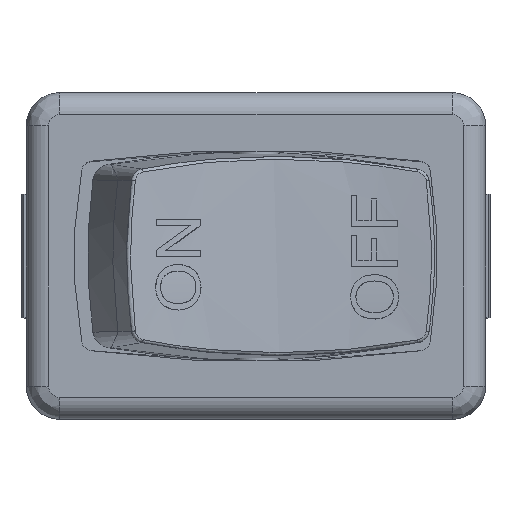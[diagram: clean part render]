
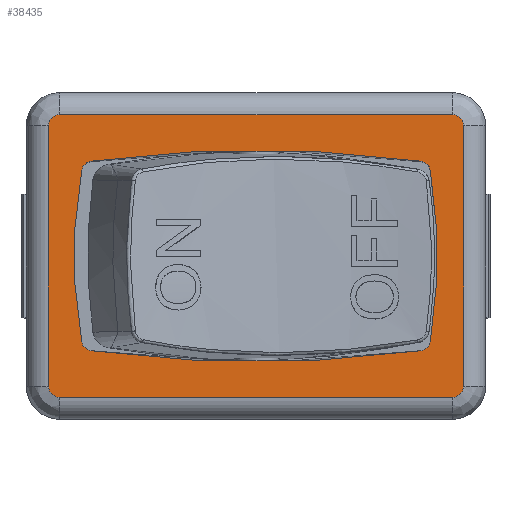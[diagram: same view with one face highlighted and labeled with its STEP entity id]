
A CAD part, top view. The second image highlights one B-rep face of the part: STEP entity #38435.
In plain terms, the highlighted planar face has unit normal (0, 0, 1).
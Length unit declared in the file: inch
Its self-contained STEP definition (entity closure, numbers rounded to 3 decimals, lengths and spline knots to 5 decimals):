
#10712=CARTESIAN_POINT('',(-0.29401,-0.16911,0.62992));
#10713=VERTEX_POINT('',#10712);
#10720=CARTESIAN_POINT('',(0.29401,-0.16911,0.62992));
#10721=VERTEX_POINT('',#10720);
#10722=CARTESIAN_POINT('',(0.,1.97619,0.62992));
#10723=DIRECTION('',(0.0,0.0,-1.0));
#10724=DIRECTION('',(0.136,0.991,0.0));
#10725=AXIS2_PLACEMENT_3D('',#10722,#10723,#10724);
#10726=CIRCLE('',#10725,2.16535);
#10727=EDGE_CURVE('',#10721,#10713,#10726,.T.);
#10816=CARTESIAN_POINT('',(0.29401,0.16911,0.62992));
#10817=VERTEX_POINT('',#10816);
#10824=CARTESIAN_POINT('',(-0.29401,0.16911,0.62992));
#10825=VERTEX_POINT('',#10824);
#10826=CARTESIAN_POINT('',(0.,-1.97619,0.62992));
#10827=DIRECTION('',(0.0,0.0,-1.0));
#10828=DIRECTION('',(-0.136,-0.991,0.0));
#10829=AXIS2_PLACEMENT_3D('',#10826,#10827,#10828);
#10830=CIRCLE('',#10829,2.16535);
#10831=EDGE_CURVE('',#10825,#10817,#10830,.T.);
#37654=CARTESIAN_POINT('',(-0.31071,0.15309,0.62992));
#37655=VERTEX_POINT('',#37654);
#37656=CARTESIAN_POINT('',(-0.29134,0.14961,0.62992));
#37657=DIRECTION('',(0.0,0.0,-1.0));
#37658=DIRECTION('',(0.136,-0.991,0.0));
#37659=AXIS2_PLACEMENT_3D('',#37656,#37657,#37658);
#37660=CIRCLE('',#37659,0.01969);
#37661=EDGE_CURVE('',#37655,#10825,#37660,.T.);
#37687=CARTESIAN_POINT('',(-0.31071,-0.15309,0.62992));
#37688=VERTEX_POINT('',#37687);
#37689=CARTESIAN_POINT('',(0.54179,0.,0.62992));
#37690=DIRECTION('',(0.0,0.0,-1.0));
#37691=DIRECTION('',(0.984,-0.177,0.0));
#37692=AXIS2_PLACEMENT_3D('',#37689,#37690,#37691);
#37693=CIRCLE('',#37692,0.86614);
#37694=EDGE_CURVE('',#37688,#37655,#37693,.T.);
#37718=CARTESIAN_POINT('',(-0.29134,-0.14961,0.62992));
#37719=DIRECTION('',(0.0,0.0,-1.0));
#37720=DIRECTION('',(0.984,0.177,0.0));
#37721=AXIS2_PLACEMENT_3D('',#37718,#37719,#37720);
#37722=CIRCLE('',#37721,0.01969);
#37723=EDGE_CURVE('',#10713,#37688,#37722,.T.);
#37744=CARTESIAN_POINT('',(0.31077,-0.15275,0.62992));
#37745=VERTEX_POINT('',#37744);
#37746=CARTESIAN_POINT('',(0.29134,-0.14961,0.62992));
#37747=DIRECTION('',(0.0,0.0,-1.0));
#37748=DIRECTION('',(-0.136,0.991,0.0));
#37749=AXIS2_PLACEMENT_3D('',#37746,#37747,#37748);
#37750=CIRCLE('',#37749,0.01969);
#37751=EDGE_CURVE('',#37745,#10721,#37750,.T.);
#37777=CARTESIAN_POINT('',(0.31077,0.15275,0.62992));
#37778=VERTEX_POINT('',#37777);
#37779=CARTESIAN_POINT('',(-0.63205,0.,0.62992));
#37780=DIRECTION('',(0.0,0.0,-1.0));
#37781=DIRECTION('',(-0.987,0.16,0.0));
#37782=AXIS2_PLACEMENT_3D('',#37779,#37780,#37781);
#37783=CIRCLE('',#37782,0.95512);
#37784=EDGE_CURVE('',#37778,#37745,#37783,.T.);
#37808=CARTESIAN_POINT('',(0.29134,0.14961,0.62992));
#37809=DIRECTION('',(0.0,0.0,-1.0));
#37810=DIRECTION('',(-0.987,-0.16,0.0));
#37811=AXIS2_PLACEMENT_3D('',#37808,#37809,#37810);
#37812=CIRCLE('',#37811,0.01969);
#37813=EDGE_CURVE('',#10817,#37778,#37812,.T.);
#37888=CARTESIAN_POINT('',(-0.37008,-0.23228,0.62992));
#37889=VERTEX_POINT('',#37888);
#37897=CARTESIAN_POINT('',(-0.37008,0.23228,0.62992));
#37898=VERTEX_POINT('',#37897);
#37899=CARTESIAN_POINT('',(-0.37008,-0.23228,0.62992));
#37900=DIRECTION('',(0.0,1.0,0.0));
#37901=VECTOR('',#37900,0.46457);
#37902=LINE('',#37899,#37901);
#37903=EDGE_CURVE('',#37889,#37898,#37902,.T.);
#37978=CARTESIAN_POINT('',(-0.35039,-0.25197,0.62992));
#37979=VERTEX_POINT('',#37978);
#37987=CARTESIAN_POINT('',(-0.35039,-0.23228,0.62992));
#37988=DIRECTION('',(0.0,0.0,-1.0));
#37989=DIRECTION('',(-0.707,-0.707,0.0));
#37990=AXIS2_PLACEMENT_3D('',#37987,#37988,#37989);
#37991=CIRCLE('',#37990,0.01969);
#37992=EDGE_CURVE('',#37979,#37889,#37991,.T.);
#38058=CARTESIAN_POINT('',(-0.35039,0.25197,0.62992));
#38059=VERTEX_POINT('',#38058);
#38077=CARTESIAN_POINT('',(-0.35039,0.23228,0.62992));
#38078=DIRECTION('',(0.0,0.0,-1.0));
#38079=DIRECTION('',(-0.707,0.707,0.0));
#38080=AXIS2_PLACEMENT_3D('',#38077,#38078,#38079);
#38081=CIRCLE('',#38080,0.01969);
#38082=EDGE_CURVE('',#37898,#38059,#38081,.T.);
#38094=CARTESIAN_POINT('',(0.35039,-0.25197,0.62992));
#38095=VERTEX_POINT('',#38094);
#38103=CARTESIAN_POINT('',(0.35039,-0.25197,0.62992));
#38104=DIRECTION('',(-1.0,0.0,0.0));
#38105=VECTOR('',#38104,0.70079);
#38106=LINE('',#38103,#38105);
#38107=EDGE_CURVE('',#38095,#37979,#38106,.T.);
#38124=CARTESIAN_POINT('',(0.35039,0.25197,0.62992));
#38125=VERTEX_POINT('',#38124);
#38142=CARTESIAN_POINT('',(-0.35039,0.25197,0.62992));
#38143=DIRECTION('',(1.0,0.0,0.0));
#38144=VECTOR('',#38143,0.70079);
#38145=LINE('',#38142,#38144);
#38146=EDGE_CURVE('',#38059,#38125,#38145,.T.);
#38206=CARTESIAN_POINT('',(0.37008,-0.23228,0.62992));
#38207=VERTEX_POINT('',#38206);
#38215=CARTESIAN_POINT('',(0.35039,-0.23228,0.62992));
#38216=DIRECTION('',(0.0,0.0,-1.0));
#38217=DIRECTION('',(0.707,-0.707,0.0));
#38218=AXIS2_PLACEMENT_3D('',#38215,#38216,#38217);
#38219=CIRCLE('',#38218,0.01969);
#38220=EDGE_CURVE('',#38207,#38095,#38219,.T.);
#38286=CARTESIAN_POINT('',(0.37008,0.23228,0.62992));
#38287=VERTEX_POINT('',#38286);
#38305=CARTESIAN_POINT('',(0.35039,0.23228,0.62992));
#38306=DIRECTION('',(0.0,0.0,-1.0));
#38307=DIRECTION('',(0.707,0.707,0.0));
#38308=AXIS2_PLACEMENT_3D('',#38305,#38306,#38307);
#38309=CIRCLE('',#38308,0.01969);
#38310=EDGE_CURVE('',#38125,#38287,#38309,.T.);
#38328=CARTESIAN_POINT('',(0.37008,0.23228,0.62992));
#38329=DIRECTION('',(0.0,-1.0,0.0));
#38330=VECTOR('',#38329,0.46457);
#38331=LINE('',#38328,#38330);
#38332=EDGE_CURVE('',#38287,#38207,#38331,.T.);
#38410=CARTESIAN_POINT('',(-0.40709,-0.27717,0.62992));
#38411=DIRECTION('',(0.0,0.0,1.0));
#38412=DIRECTION('',(1.0,0.0,0.0));
#38413=AXIS2_PLACEMENT_3D('',#38410,#38411,#38412);
#38414=PLANE('',#38413);
#38415=ORIENTED_EDGE('',*,*,#37903,.F.);
#38416=ORIENTED_EDGE('',*,*,#37992,.F.);
#38417=ORIENTED_EDGE('',*,*,#38107,.F.);
#38418=ORIENTED_EDGE('',*,*,#38220,.F.);
#38419=ORIENTED_EDGE('',*,*,#38332,.F.);
#38420=ORIENTED_EDGE('',*,*,#38310,.F.);
#38421=ORIENTED_EDGE('',*,*,#38146,.F.);
#38422=ORIENTED_EDGE('',*,*,#38082,.F.);
#38423=EDGE_LOOP('',(#38415,#38416,#38417,#38418,#38419,#38420,#38421,#38422));
#38424=FACE_OUTER_BOUND('',#38423,.T.);
#38425=ORIENTED_EDGE('',*,*,#10831,.T.);
#38426=ORIENTED_EDGE('',*,*,#37813,.T.);
#38427=ORIENTED_EDGE('',*,*,#37784,.T.);
#38428=ORIENTED_EDGE('',*,*,#37751,.T.);
#38429=ORIENTED_EDGE('',*,*,#10727,.T.);
#38430=ORIENTED_EDGE('',*,*,#37723,.T.);
#38431=ORIENTED_EDGE('',*,*,#37694,.T.);
#38432=ORIENTED_EDGE('',*,*,#37661,.T.);
#38433=EDGE_LOOP('',(#38425,#38426,#38427,#38428,#38429,#38430,#38431,#38432));
#38434=FACE_BOUND('',#38433,.T.);
#38435=ADVANCED_FACE('',(#38424,#38434),#38414,.T.);
